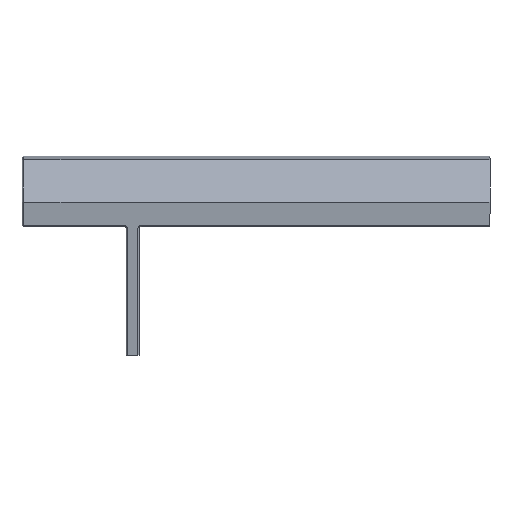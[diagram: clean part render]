
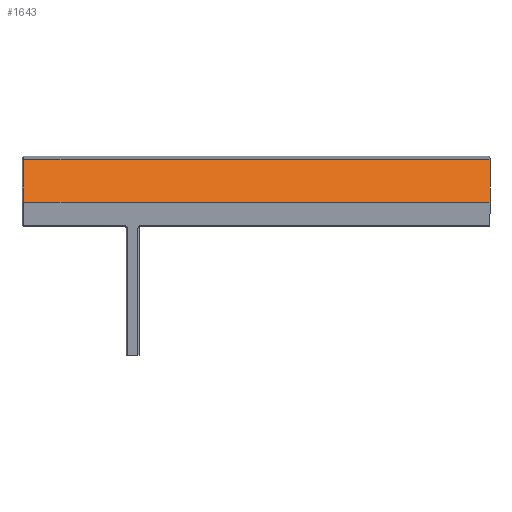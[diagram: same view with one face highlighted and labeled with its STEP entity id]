
A CAD part, top view. The second image highlights one B-rep face of the part: STEP entity #1643.
In plain terms, the highlighted planar face has unit normal (0, 0.359, 0.933).
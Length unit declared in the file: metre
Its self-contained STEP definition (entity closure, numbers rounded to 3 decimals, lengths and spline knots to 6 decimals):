
#130=ORIENTED_EDGE('',*,*,#582,.F.);
#131=ORIENTED_EDGE('',*,*,#583,.T.);
#132=ORIENTED_EDGE('',*,*,#524,.T.);
#133=ORIENTED_EDGE('',*,*,#534,.F.);
#134=ORIENTED_EDGE('',*,*,#584,.F.);
#135=ORIENTED_EDGE('',*,*,#585,.T.);
#524=EDGE_CURVE('',#762,#763,#913,.T.);
#534=EDGE_CURVE('',#772,#763,#921,.T.);
#582=EDGE_CURVE('',#809,#810,#958,.T.);
#583=EDGE_CURVE('',#809,#762,#959,.T.);
#584=EDGE_CURVE('',#811,#772,#960,.T.);
#585=EDGE_CURVE('',#811,#810,#961,.T.);
#762=VERTEX_POINT('',#2324);
#763=VERTEX_POINT('',#2325);
#772=VERTEX_POINT('',#2343);
#809=VERTEX_POINT('',#2440);
#810=VERTEX_POINT('',#2441);
#811=VERTEX_POINT('',#2444);
#913=LINE('',#2323,#1131);
#921=LINE('',#2344,#1139);
#958=LINE('',#2439,#1176);
#959=LINE('',#2442,#1177);
#960=LINE('',#2443,#1178);
#961=LINE('',#2445,#1179);
#1131=VECTOR('',#1869,1.);
#1139=VECTOR('',#1881,1.);
#1176=VECTOR('',#1962,1.);
#1177=VECTOR('',#1963,1.);
#1178=VECTOR('',#1964,1.);
#1179=VECTOR('',#1965,1.);
#1354=EDGE_LOOP('',(#130,#131,#132,#133,#134,#135));
#1455=FACE_BOUND('',#1354,.T.);
#1554=PLANE('',#1764);
#1643=ADVANCED_FACE('',(#1455),#1554,.F.);
#1764=AXIS2_PLACEMENT_3D('',#2438,#1960,#1961);
#1869=DIRECTION('',(1.,0.,0.));
#1881=DIRECTION('',(-1.,0.,0.));
#1960=DIRECTION('',(0.,-0.36,-0.933));
#1961=DIRECTION('',(0.,0.933,-0.36));
#1962=DIRECTION('',(1.,0.,0.));
#1963=DIRECTION('',(0.,-0.933,0.36));
#1964=DIRECTION('',(0.,-0.933,0.36));
#1965=DIRECTION('',(-1.,0.,0.));
#2323=CARTESIAN_POINT('',(-0.17455,0.053793,0.034732));
#2324=CARTESIAN_POINT('',(-0.17405,0.053793,0.034732));
#2325=CARTESIAN_POINT('',(-0.1581,0.053793,0.034732));
#2343=CARTESIAN_POINT('',(0.,0.053793,0.034732));
#2344=CARTESIAN_POINT('',(0.16225,0.053793,0.034732));
#2438=CARTESIAN_POINT('',(-0.00515,0.018607,0.04829));
#2439=CARTESIAN_POINT('',(-0.17455,0.069656,0.02862));
#2440=CARTESIAN_POINT('',(-0.17405,0.069656,0.02862));
#2441=CARTESIAN_POINT('',(-0.1581,0.069656,0.02862));
#2442=CARTESIAN_POINT('',(-0.17405,0.018607,0.04829));
#2443=CARTESIAN_POINT('',(0.,0.018607,0.04829));
#2444=CARTESIAN_POINT('',(0.,0.069656,0.02862));
#2445=CARTESIAN_POINT('',(0.16425,0.069656,0.02862));
